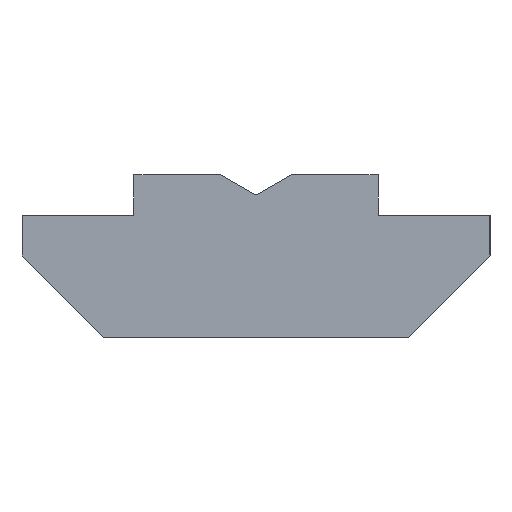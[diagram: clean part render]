
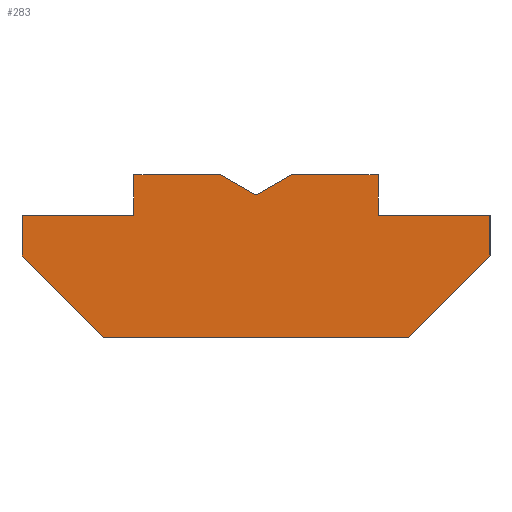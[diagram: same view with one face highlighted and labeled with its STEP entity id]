
A CAD part, left-side view. The second image highlights one B-rep face of the part: STEP entity #283.
In plain terms, the highlighted planar face has unit normal (-1, 0, 0).
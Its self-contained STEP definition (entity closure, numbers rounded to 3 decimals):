
#17=FACE_OUTER_BOUND('',#32,.T.);
#32=EDGE_LOOP('',(#205,#206,#207,#208,#209,#210,#211,#212,#213,#214,#215,
#216,#217));
#58=LINE('',#436,#97);
#61=LINE('',#441,#100);
#62=LINE('',#443,#101);
#63=LINE('',#445,#102);
#64=LINE('',#447,#103);
#65=LINE('',#449,#104);
#66=LINE('',#451,#105);
#67=LINE('',#453,#106);
#68=LINE('',#455,#107);
#69=LINE('',#457,#108);
#70=LINE('',#459,#109);
#71=LINE('',#461,#110);
#72=LINE('',#462,#111);
#97=VECTOR('',#353,2.828);
#100=VECTOR('',#358,7.5);
#101=VECTOR('',#359,2.828);
#102=VECTOR('',#360,1.);
#103=VECTOR('',#361,2.75);
#104=VECTOR('',#362,1.);
#105=VECTOR('',#363,2.134);
#106=VECTOR('',#364,1.);
#107=VECTOR('',#365,1.);
#108=VECTOR('',#366,2.134);
#109=VECTOR('',#367,1.);
#110=VECTOR('',#368,2.75);
#111=VECTOR('',#369,1.);
#136=VERTEX_POINT('',#434);
#137=VERTEX_POINT('',#435);
#138=VERTEX_POINT('',#440);
#139=VERTEX_POINT('',#442);
#140=VERTEX_POINT('',#444);
#141=VERTEX_POINT('',#446);
#142=VERTEX_POINT('',#448);
#143=VERTEX_POINT('',#450);
#144=VERTEX_POINT('',#452);
#145=VERTEX_POINT('',#454);
#146=VERTEX_POINT('',#456);
#147=VERTEX_POINT('',#458);
#148=VERTEX_POINT('',#460);
#162=EDGE_CURVE('',#136,#137,#58,.T.);
#165=EDGE_CURVE('',#137,#138,#61,.T.);
#166=EDGE_CURVE('',#138,#139,#62,.T.);
#167=EDGE_CURVE('',#139,#140,#63,.T.);
#168=EDGE_CURVE('',#140,#141,#64,.T.);
#169=EDGE_CURVE('',#141,#142,#65,.T.);
#170=EDGE_CURVE('',#142,#143,#66,.T.);
#171=EDGE_CURVE('',#143,#144,#67,.T.);
#172=EDGE_CURVE('',#144,#145,#68,.T.);
#173=EDGE_CURVE('',#145,#146,#69,.T.);
#174=EDGE_CURVE('',#146,#147,#70,.T.);
#175=EDGE_CURVE('',#147,#148,#71,.T.);
#176=EDGE_CURVE('',#148,#136,#72,.T.);
#205=ORIENTED_EDGE('',*,*,#165,.T.);
#206=ORIENTED_EDGE('',*,*,#166,.T.);
#207=ORIENTED_EDGE('',*,*,#167,.T.);
#208=ORIENTED_EDGE('',*,*,#168,.T.);
#209=ORIENTED_EDGE('',*,*,#169,.T.);
#210=ORIENTED_EDGE('',*,*,#170,.T.);
#211=ORIENTED_EDGE('',*,*,#171,.T.);
#212=ORIENTED_EDGE('',*,*,#172,.T.);
#213=ORIENTED_EDGE('',*,*,#173,.T.);
#214=ORIENTED_EDGE('',*,*,#174,.T.);
#215=ORIENTED_EDGE('',*,*,#175,.T.);
#216=ORIENTED_EDGE('',*,*,#176,.T.);
#217=ORIENTED_EDGE('',*,*,#162,.T.);
#268=PLANE('',#321);
#283=ADVANCED_FACE('',(#17),#268,.F.);
#321=AXIS2_PLACEMENT_3D('',#439,#356,#357);
#353=DIRECTION('',(0.,-0.707,-0.707));
#356=DIRECTION('center_axis',(1.,0.,0.));
#357=DIRECTION('ref_axis',(0.,1.,0.));
#358=DIRECTION('',(0.,-1.,0.));
#359=DIRECTION('',(0.,-0.707,0.707));
#360=DIRECTION('',(0.,0.,1.));
#361=DIRECTION('',(0.,1.,0.));
#362=DIRECTION('',(0.,0.,1.));
#363=DIRECTION('',(0.,1.,0.));
#364=DIRECTION('',(0.,0.866,-0.5));
#365=DIRECTION('',(0.,0.866,0.5));
#366=DIRECTION('',(0.,1.,0.));
#367=DIRECTION('',(0.,0.,-1.));
#368=DIRECTION('',(0.,1.,0.));
#369=DIRECTION('',(0.,0.,-1.));
#434=CARTESIAN_POINT('',(0.,5.75,-2.));
#435=CARTESIAN_POINT('',(0.,3.75,-4.));
#436=CARTESIAN_POINT('',(0.,5.75,-2.));
#439=CARTESIAN_POINT('Origin',(0.,0.,-4.));
#440=CARTESIAN_POINT('',(0.,-3.75,-4.));
#441=CARTESIAN_POINT('',(0.,3.75,-4.));
#442=CARTESIAN_POINT('',(0.,-5.75,-2.));
#443=CARTESIAN_POINT('',(0.,-3.75,-4.));
#444=CARTESIAN_POINT('',(0.,-5.75,-1.));
#445=CARTESIAN_POINT('',(0.,-5.75,-2.));
#446=CARTESIAN_POINT('',(0.,-3.,-1.));
#447=CARTESIAN_POINT('',(0.,-5.75,-1.));
#448=CARTESIAN_POINT('',(0.,-3.,0.));
#449=CARTESIAN_POINT('',(0.,-3.,-1.));
#450=CARTESIAN_POINT('',(0.,-0.866,0.));
#451=CARTESIAN_POINT('',(0.,-3.,0.));
#452=CARTESIAN_POINT('',(0.,0.,-0.5));
#453=CARTESIAN_POINT('',(0.,-0.866,0.));
#454=CARTESIAN_POINT('',(0.,0.866,0.));
#455=CARTESIAN_POINT('',(0.,0.,-0.5));
#456=CARTESIAN_POINT('',(0.,3.,0.));
#457=CARTESIAN_POINT('',(0.,0.866,0.));
#458=CARTESIAN_POINT('',(0.,3.,-1.));
#459=CARTESIAN_POINT('',(0.,3.,0.));
#460=CARTESIAN_POINT('',(0.,5.75,-1.));
#461=CARTESIAN_POINT('',(0.,3.,-1.));
#462=CARTESIAN_POINT('',(0.,5.75,-1.));
